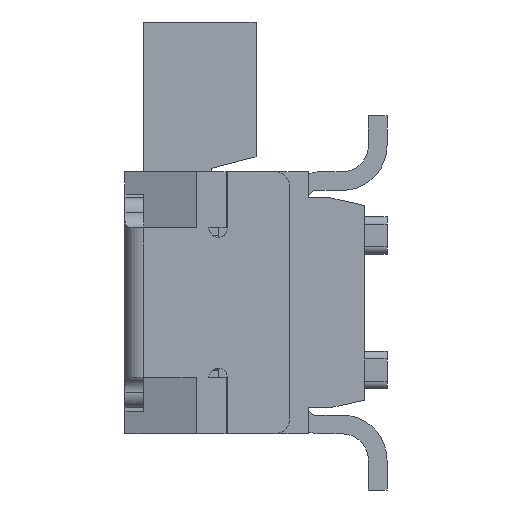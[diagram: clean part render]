
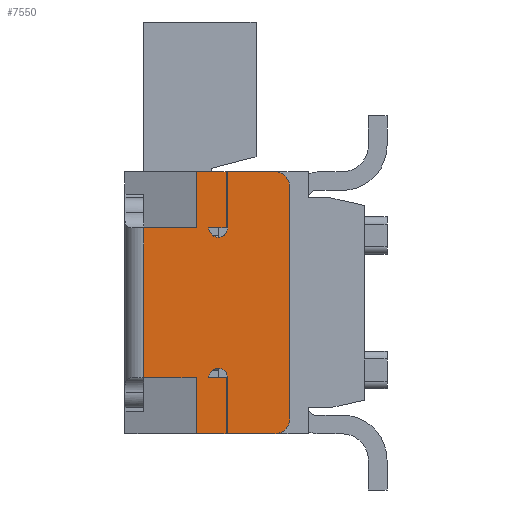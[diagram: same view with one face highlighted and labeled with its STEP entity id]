
A CAD part, left-side view. The second image highlights one B-rep face of the part: STEP entity #7550.
In plain terms, the highlighted planar face has unit normal (-1, 0, 0).
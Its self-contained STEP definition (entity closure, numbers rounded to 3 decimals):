
#218=CIRCLE('',#7959,0.125);
#219=CIRCLE('',#7960,0.2);
#220=CIRCLE('',#7961,0.2);
#221=CIRCLE('',#7962,0.125);
#1146=ORIENTED_EDGE('',*,*,#2508,.T.);
#1147=ORIENTED_EDGE('',*,*,#2069,.F.);
#1148=ORIENTED_EDGE('',*,*,#2410,.F.);
#1149=ORIENTED_EDGE('',*,*,#2273,.F.);
#1150=ORIENTED_EDGE('',*,*,#2156,.F.);
#1151=ORIENTED_EDGE('',*,*,#2334,.F.);
#1152=ORIENTED_EDGE('',*,*,#2509,.T.);
#1153=ORIENTED_EDGE('',*,*,#2510,.F.);
#1154=ORIENTED_EDGE('',*,*,#2271,.F.);
#1155=ORIENTED_EDGE('',*,*,#2511,.F.);
#1156=ORIENTED_EDGE('',*,*,#2512,.F.);
#1157=ORIENTED_EDGE('',*,*,#2513,.F.);
#1158=ORIENTED_EDGE('',*,*,#2242,.F.);
#1159=ORIENTED_EDGE('',*,*,#2514,.F.);
#1160=ORIENTED_EDGE('',*,*,#2515,.T.);
#1161=ORIENTED_EDGE('',*,*,#2337,.F.);
#1162=ORIENTED_EDGE('',*,*,#2151,.F.);
#1163=ORIENTED_EDGE('',*,*,#2239,.F.);
#1164=ORIENTED_EDGE('',*,*,#2409,.F.);
#1165=ORIENTED_EDGE('',*,*,#2059,.T.);
#2059=EDGE_CURVE('',#2915,#2913,#3459,.T.);
#2069=EDGE_CURVE('',#2924,#2920,#3468,.T.);
#2151=EDGE_CURVE('',#3004,#3005,#3528,.T.);
#2156=EDGE_CURVE('',#3008,#3009,#3533,.T.);
#2239=EDGE_CURVE('',#3074,#3004,#3607,.T.);
#2242=EDGE_CURVE('',#3076,#3077,#3610,.T.);
#2271=EDGE_CURVE('',#3091,#3092,#3639,.T.);
#2273=EDGE_CURVE('',#3009,#3093,#3641,.T.);
#2334=EDGE_CURVE('',#3129,#3008,#3692,.T.);
#2337=EDGE_CURVE('',#3005,#3130,#3695,.T.);
#2409=EDGE_CURVE('',#2915,#3074,#3747,.T.);
#2410=EDGE_CURVE('',#3093,#2924,#3748,.T.);
#2508=EDGE_CURVE('',#2913,#2920,#3816,.T.);
#2509=EDGE_CURVE('',#3129,#3217,#218,.T.);
#2510=EDGE_CURVE('',#3092,#3217,#3817,.T.);
#2511=EDGE_CURVE('',#3218,#3091,#219,.T.);
#2512=EDGE_CURVE('',#3219,#3218,#3818,.T.);
#2513=EDGE_CURVE('',#3077,#3219,#220,.T.);
#2514=EDGE_CURVE('',#3220,#3076,#3819,.T.);
#2515=EDGE_CURVE('',#3220,#3130,#221,.T.);
#2913=VERTEX_POINT('',#9943);
#2915=VERTEX_POINT('',#9946);
#2920=VERTEX_POINT('',#9957);
#2924=VERTEX_POINT('',#9965);
#3004=VERTEX_POINT('',#10133);
#3005=VERTEX_POINT('',#10134);
#3008=VERTEX_POINT('',#10142);
#3009=VERTEX_POINT('',#10144);
#3074=VERTEX_POINT('',#10299);
#3076=VERTEX_POINT('',#10304);
#3077=VERTEX_POINT('',#10306);
#3091=VERTEX_POINT('',#10353);
#3092=VERTEX_POINT('',#10355);
#3093=VERTEX_POINT('',#10358);
#3129=VERTEX_POINT('',#10466);
#3130=VERTEX_POINT('',#10472);
#3217=VERTEX_POINT('',#10820);
#3218=VERTEX_POINT('',#10823);
#3219=VERTEX_POINT('',#10825);
#3220=VERTEX_POINT('',#10828);
#3459=LINE('',#9945,#4133);
#3468=LINE('',#9966,#4142);
#3528=LINE('',#10132,#4202);
#3533=LINE('',#10143,#4207);
#3607=LINE('',#10300,#4281);
#3610=LINE('',#10305,#4284);
#3639=LINE('',#10354,#4313);
#3641=LINE('',#10357,#4315);
#3692=LINE('',#10467,#4366);
#3695=LINE('',#10471,#4369);
#3747=LINE('',#10603,#4421);
#3748=LINE('',#10605,#4422);
#3816=LINE('',#10818,#4490);
#3817=LINE('',#10821,#4491);
#3818=LINE('',#10824,#4492);
#3819=LINE('',#10827,#4493);
#4133=VECTOR('',#8288,1000.);
#4142=VECTOR('',#8301,1000.);
#4202=VECTOR('',#8415,1000.);
#4207=VECTOR('',#8422,1000.);
#4281=VECTOR('',#8530,1000.);
#4284=VECTOR('',#8533,1000.);
#4313=VECTOR('',#8572,1000.);
#4315=VECTOR('',#8574,1000.);
#4366=VECTOR('',#8669,1000.);
#4369=VECTOR('',#8674,1000.);
#4421=VECTOR('',#8792,1000.);
#4422=VECTOR('',#8795,1000.);
#4490=VECTOR('',#9073,1000.);
#4491=VECTOR('',#9076,1000.);
#4492=VECTOR('',#9079,1000.);
#4493=VECTOR('',#9082,1000.);
#4902=EDGE_LOOP('',(#1146,#1147,#1148,#1149,#1150,#1151,#1152,#1153,#1154,
#1155,#1156,#1157,#1158,#1159,#1160,#1161,#1162,#1163,#1164,#1165));
#5205=FACE_BOUND('',#4902,.T.);
#5474=PLANE('',#7958);
#7550=ADVANCED_FACE('',(#5205),#5474,.T.);
#7958=AXIS2_PLACEMENT_3D('',#10817,#9071,#9072);
#7959=AXIS2_PLACEMENT_3D('',#10819,#9074,#9075);
#7960=AXIS2_PLACEMENT_3D('',#10822,#9077,#9078);
#7961=AXIS2_PLACEMENT_3D('',#10826,#9080,#9081);
#7962=AXIS2_PLACEMENT_3D('',#10829,#9083,#9084);
#8288=DIRECTION('',(0.,1.,0.));
#8301=DIRECTION('',(0.,1.,0.));
#8415=DIRECTION('',(0.,0.,-1.));
#8422=DIRECTION('',(0.,0.,-1.));
#8530=DIRECTION('',(0.,-1.,0.));
#8533=DIRECTION('',(0.,-1.,0.));
#8572=DIRECTION('',(0.,1.,0.));
#8574=DIRECTION('',(0.,1.,0.));
#8669=DIRECTION('',(0.,-1.,0.));
#8674=DIRECTION('',(0.,1.,0.));
#8792=DIRECTION('',(0.,0.,1.));
#8795=DIRECTION('',(0.,0.,1.));
#9071=DIRECTION('',(-1.,0.,0.));
#9072=DIRECTION('',(0.,0.,1.));
#9073=DIRECTION('',(0.,0.,-1.));
#9074=DIRECTION('',(1.,0.,0.));
#9075=DIRECTION('',(0.,0.,-1.));
#9076=DIRECTION('',(0.,0.,1.));
#9077=DIRECTION('',(1.,0.,0.));
#9078=DIRECTION('',(0.,0.,-1.));
#9079=DIRECTION('',(0.,0.,-1.));
#9080=DIRECTION('',(1.,0.,0.));
#9081=DIRECTION('',(0.,0.,-1.));
#9082=DIRECTION('',(0.,0.,1.));
#9083=DIRECTION('',(1.,0.,0.));
#9084=DIRECTION('',(0.,0.,-1.));
#9943=CARTESIAN_POINT('',(-4.25,-0.25,1.));
#9945=CARTESIAN_POINT('',(-4.25,-0.25,1.));
#9946=CARTESIAN_POINT('',(-4.25,-0.95,1.));
#9957=CARTESIAN_POINT('',(-4.25,-0.25,-1.));
#9965=CARTESIAN_POINT('',(-4.25,-0.95,-1.));
#9966=CARTESIAN_POINT('',(-4.25,-0.25,-1.));
#10132=CARTESIAN_POINT('',(-4.25,-1.35,0.));
#10133=CARTESIAN_POINT('',(-4.25,-1.35,1.75));
#10134=CARTESIAN_POINT('',(-4.25,-1.35,1.));
#10142=CARTESIAN_POINT('',(-4.25,-1.35,-1.));
#10143=CARTESIAN_POINT('',(-4.25,-1.35,0.));
#10144=CARTESIAN_POINT('',(-4.25,-1.35,-1.75));
#10299=CARTESIAN_POINT('',(-4.25,-0.95,1.75));
#10300=CARTESIAN_POINT('',(-4.25,0.,1.75));
#10304=CARTESIAN_POINT('',(-4.25,-1.37,1.75));
#10305=CARTESIAN_POINT('',(-4.25,-1.37,1.75));
#10306=CARTESIAN_POINT('',(-4.25,-2.,1.75));
#10353=CARTESIAN_POINT('',(-4.25,-2.,-1.75));
#10354=CARTESIAN_POINT('',(-4.25,-2.,-1.75));
#10355=CARTESIAN_POINT('',(-4.25,-1.37,-1.75));
#10357=CARTESIAN_POINT('',(-4.25,-2.45,-1.75));
#10358=CARTESIAN_POINT('',(-4.25,-0.95,-1.75));
#10466=CARTESIAN_POINT('',(-4.25,-1.12,-1.));
#10467=CARTESIAN_POINT('',(-4.25,-0.25,-1.));
#10471=CARTESIAN_POINT('',(-4.25,-1.25,1.));
#10472=CARTESIAN_POINT('',(-4.25,-1.12,1.));
#10603=CARTESIAN_POINT('',(-4.25,-0.95,0.));
#10605=CARTESIAN_POINT('',(-4.25,-0.95,0.));
#10817=CARTESIAN_POINT('',(-4.25,-0.25,-1.));
#10818=CARTESIAN_POINT('',(-4.25,-0.25,1.2));
#10819=CARTESIAN_POINT('',(-4.25,-1.245,-1.));
#10820=CARTESIAN_POINT('',(-4.25,-1.37,-1.));
#10821=CARTESIAN_POINT('',(-4.25,-1.37,-1.75));
#10822=CARTESIAN_POINT('',(-4.25,-2.,-1.55));
#10823=CARTESIAN_POINT('',(-4.25,-2.2,-1.55));
#10824=CARTESIAN_POINT('',(-4.25,-2.2,1.55));
#10825=CARTESIAN_POINT('',(-4.25,-2.2,1.55));
#10826=CARTESIAN_POINT('',(-4.25,-2.,1.55));
#10827=CARTESIAN_POINT('',(-4.25,-1.37,1.));
#10828=CARTESIAN_POINT('',(-4.25,-1.37,1.));
#10829=CARTESIAN_POINT('',(-4.25,-1.245,1.));
